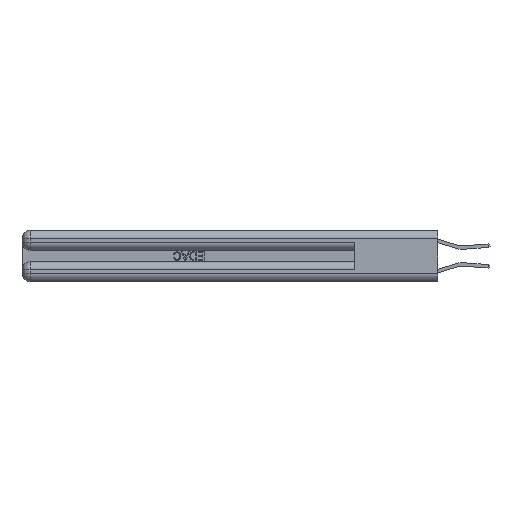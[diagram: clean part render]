
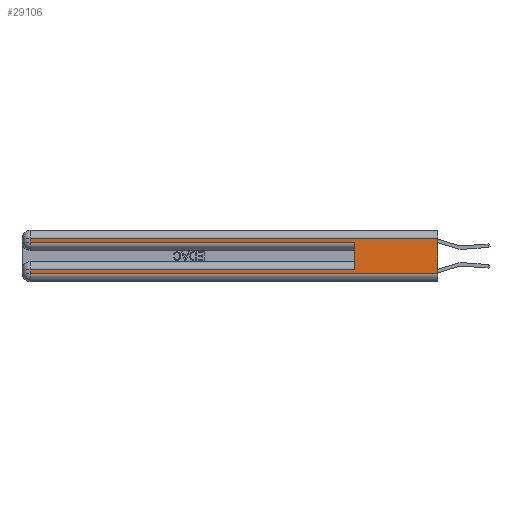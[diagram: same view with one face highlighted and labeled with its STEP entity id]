
A CAD part, left-side view. The second image highlights one B-rep face of the part: STEP entity #29106.
In plain terms, the highlighted planar face has unit normal (-1, 0, 0).
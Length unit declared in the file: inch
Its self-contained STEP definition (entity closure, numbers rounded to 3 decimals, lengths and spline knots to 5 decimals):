
#1037 = VERTEX_POINT ( 'NONE', #18176 ) ;
#1606 = CARTESIAN_POINT ( 'NONE',  ( 0., 0., 0.37 ) ) ;
#2472 = LINE ( 'NONE', #5854, #22463 ) ;
#2642 = ORIENTED_EDGE ( 'NONE', *, *, #6521, .T. ) ;
#3438 = VERTEX_POINT ( 'NONE', #3645 ) ;
#3645 = CARTESIAN_POINT ( 'NONE',  ( 0., 2.94, 0.085 ) ) ;
#3783 = CARTESIAN_POINT ( 'NONE',  ( 0., 0., 0.285 ) ) ;
#4254 = DIRECTION ( 'NONE',  ( 1., 0., 0. ) ) ;
#4608 = VERTEX_POINT ( 'NONE', #15267 ) ;
#4886 = ORIENTED_EDGE ( 'NONE', *, *, #10328, .T. ) ;
#5161 = LINE ( 'NONE', #21863, #32441 ) ;
#5854 = CARTESIAN_POINT ( 'NONE',  ( 0., 0., 0.06 ) ) ;
#5887 = CARTESIAN_POINT ( 'NONE',  ( 0., 0., 0.31 ) ) ;
#6192 = VERTEX_POINT ( 'NONE', #6630 ) ;
#6307 = AXIS2_PLACEMENT_3D ( 'NONE', #1606, #4254, #25343 ) ;
#6417 = DIRECTION ( 'NONE',  ( 0., -1., 0. ) ) ;
#6435 = ORIENTED_EDGE ( 'NONE', *, *, #30710, .T. ) ;
#6521 = EDGE_CURVE ( 'NONE', #17059, #6192, #22799, .T. ) ;
#6630 = CARTESIAN_POINT ( 'NONE',  ( 0., 0.6, 0.285 ) ) ;
#6691 = CARTESIAN_POINT ( 'NONE',  ( 0., 0., 0.31 ) ) ;
#7006 = VECTOR ( 'NONE', #20581, 39.37008 ) ;
#8350 = EDGE_CURVE ( 'NONE', #4608, #6192, #5161, .T. ) ;
#10328 = EDGE_CURVE ( 'NONE', #22041, #32923, #22980, .T. ) ;
#10517 = EDGE_CURVE ( 'NONE', #22041, #32887, #16561, .T. ) ;
#10754 = VECTOR ( 'NONE', #16143, 39.37008 ) ;
#11146 = DIRECTION ( 'NONE',  ( 0., -1., 0. ) ) ;
#11982 = EDGE_CURVE ( 'NONE', #1037, #32887, #2472, .T. ) ;
#13084 = CARTESIAN_POINT ( 'NONE',  ( 0., 2.94, 0.31 ) ) ;
#13510 = CARTESIAN_POINT ( 'NONE',  ( 0., 0., 0.085 ) ) ;
#13586 = EDGE_LOOP ( 'NONE', ( #32860, #4886, #6435, #2642, #21787, #26324, #27582, #20018 ) ) ;
#13981 = LINE ( 'NONE', #28659, #7006 ) ;
#14487 = VECTOR ( 'NONE', #16069, 39.37008 ) ;
#14978 = CARTESIAN_POINT ( 'NONE',  ( 0., 2.94, 0.285 ) ) ;
#15267 = CARTESIAN_POINT ( 'NONE',  ( 0., 0.6, 0.085 ) ) ;
#16069 = DIRECTION ( 'NONE',  ( 0., 1., 0. ) ) ;
#16143 = DIRECTION ( 'NONE',  ( 0., 1., 0. ) ) ;
#16442 = DIRECTION ( 'NONE',  ( 0., 0., -1. ) ) ;
#16561 = LINE ( 'NONE', #22005, #29556 ) ;
#16775 = VECTOR ( 'NONE', #6417, 39.37008 ) ;
#16918 = VECTOR ( 'NONE', #16442, 39.37008 ) ;
#17059 = VERTEX_POINT ( 'NONE', #14978 ) ;
#18176 = CARTESIAN_POINT ( 'NONE',  ( 0., 2.94, 0.06 ) ) ;
#18207 = CARTESIAN_POINT ( 'NONE',  ( 0., 0., 0.06 ) ) ;
#20018 = ORIENTED_EDGE ( 'NONE', *, *, #11982, .T. ) ;
#20581 = DIRECTION ( 'NONE',  ( 0., 0., -1. ) ) ;
#21725 = CARTESIAN_POINT ( 'NONE',  ( 0., 2.94, 0.37 ) ) ;
#21748 = LINE ( 'NONE', #21725, #16918 ) ;
#21787 = ORIENTED_EDGE ( 'NONE', *, *, #8350, .F. ) ;
#21863 = CARTESIAN_POINT ( 'NONE',  ( 0., 0.6, 0.145 ) ) ;
#22005 = CARTESIAN_POINT ( 'NONE',  ( 0., 0., 0.37 ) ) ;
#22041 = VERTEX_POINT ( 'NONE', #6691 ) ;
#22463 = VECTOR ( 'NONE', #11146, 39.37008 ) ;
#22680 = PLANE ( 'NONE',  #6307 ) ;
#22799 = LINE ( 'NONE', #3783, #16775 ) ;
#22980 = LINE ( 'NONE', #5887, #14487 ) ;
#25343 = DIRECTION ( 'NONE',  ( 0., 0., -1. ) ) ;
#26324 = ORIENTED_EDGE ( 'NONE', *, *, #31866, .T. ) ;
#27033 = LINE ( 'NONE', #13510, #10754 ) ;
#27564 = FACE_OUTER_BOUND ( 'NONE', #13586, .T. ) ;
#27582 = ORIENTED_EDGE ( 'NONE', *, *, #33016, .T. ) ;
#28028 = DIRECTION ( 'NONE',  ( 0., 0., -1. ) ) ;
#28659 = CARTESIAN_POINT ( 'NONE',  ( 0., 2.94, 0.37 ) ) ;
#29106 = ADVANCED_FACE ( 'NONE', ( #27564 ), #22680, .F. ) ;
#29556 = VECTOR ( 'NONE', #28028, 39.37008 ) ;
#30710 = EDGE_CURVE ( 'NONE', #32923, #17059, #21748, .T. ) ;
#30848 = DIRECTION ( 'NONE',  ( 0., 0., 1. ) ) ;
#31866 = EDGE_CURVE ( 'NONE', #4608, #3438, #27033, .T. ) ;
#32441 = VECTOR ( 'NONE', #30848, 39.37008 ) ;
#32860 = ORIENTED_EDGE ( 'NONE', *, *, #10517, .F. ) ;
#32887 = VERTEX_POINT ( 'NONE', #18207 ) ;
#32923 = VERTEX_POINT ( 'NONE', #13084 ) ;
#33016 = EDGE_CURVE ( 'NONE', #3438, #1037, #13981, .T. ) ;
